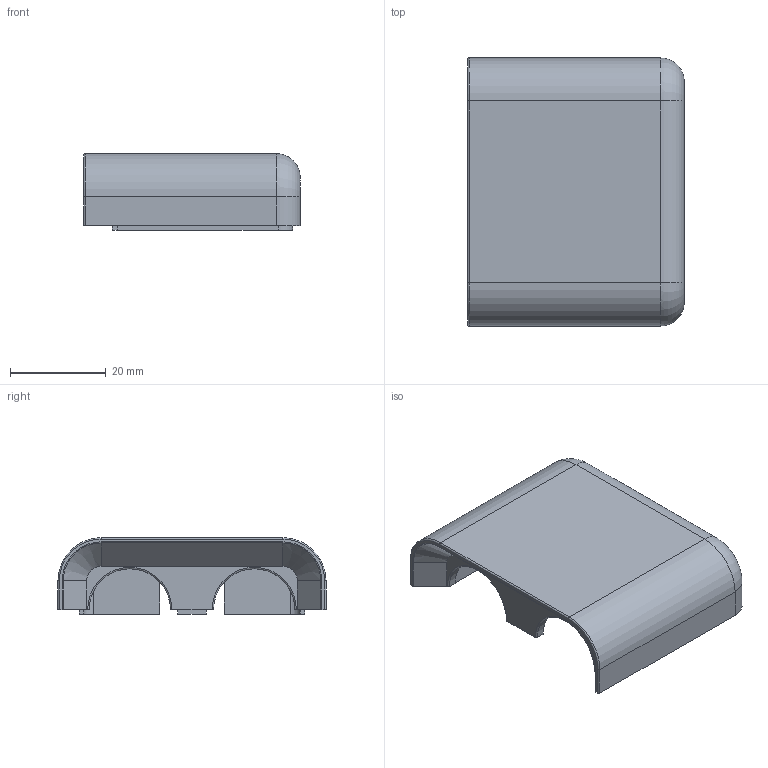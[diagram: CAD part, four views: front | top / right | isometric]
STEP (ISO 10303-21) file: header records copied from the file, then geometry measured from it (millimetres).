
FILE_DESCRIPTION (( 'STEP AP214' ), '1' );
FILE_NAME ('UScA_a.STEP', '2019-05-20T09:37:37', ( '' ), ( '' ), 'SwSTEP 2.0', 'SolidWorks 2019', '' );
FILE_SCHEMA (( 'AUTOMOTIVE_DESIGN' ));
Length unit declared in the file: millimetre
Products named in the file (1): UScA_a
Bounding box: 45.22 x 56 x 16 mm (x, y, z)
Volume: 14602.4 mm3; surface area: 10712.5 mm2
Topology: 1 solids, 1 shells, 109 faces, 287 edges, 186 vertices
Faces by surface type: plane 58, cylinder 37, torus 12, cone 2
Entity records: 3836 total; most frequent: CARTESIAN_POINT 774, ORIENTED_EDGE 574, DIRECTION 559, EDGE_CURVE 287, VECTOR 195, LINE 195, VERTEX_POINT 186, AXIS2_PLACEMENT_3D 182
